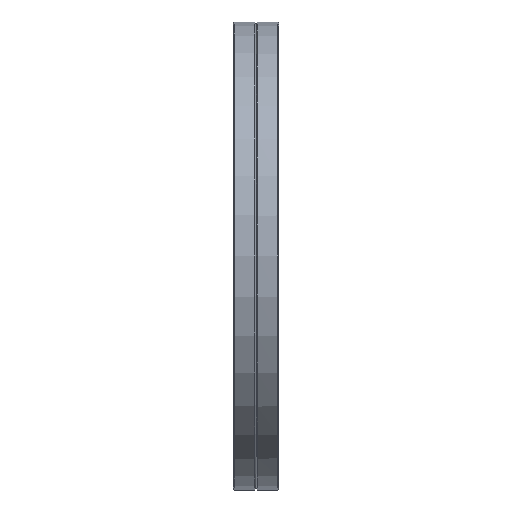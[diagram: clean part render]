
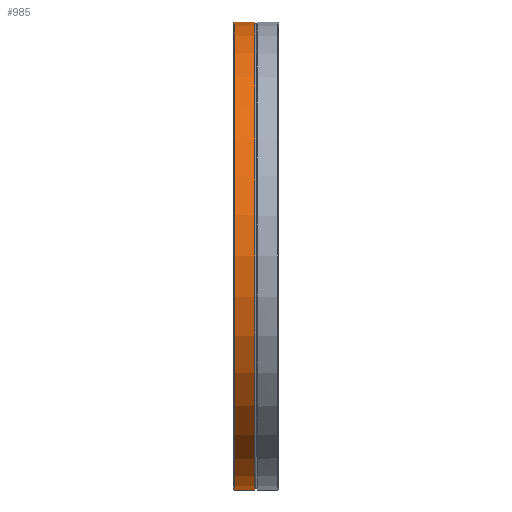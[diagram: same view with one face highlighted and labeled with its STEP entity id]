
A CAD part, front view. The second image highlights one B-rep face of the part: STEP entity #985.
In plain terms, the highlighted cylindrical face has radius 126.6 mm (diameter 253.2 mm), a full revolution.
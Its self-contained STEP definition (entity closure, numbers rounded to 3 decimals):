
#43 = DIRECTION ( 'NONE',  ( 0., 0., 1. ) ) ;
#138 = EDGE_CURVE ( 'NONE', #1101, #1101, #171, .T. ) ;
#171 = CIRCLE ( 'NONE', #532, 126.6 ) ;
#219 = DIRECTION ( 'NONE',  ( -1., 0., 0. ) ) ;
#344 = CYLINDRICAL_SURFACE ( 'NONE', #506, 126.6 ) ;
#420 = DIRECTION ( 'NONE',  ( 0., 0., 1. ) ) ;
#506 = AXIS2_PLACEMENT_3D ( 'NONE', #1333, #664, #673 ) ;
#532 = AXIS2_PLACEMENT_3D ( 'NONE', #2958, #219, #420 ) ;
#664 = DIRECTION ( 'NONE',  ( -1., 0., 0. ) ) ;
#673 = DIRECTION ( 'NONE',  ( 0., 0., 1. ) ) ;
#726 = EDGE_LOOP ( 'NONE', ( #2744 ) ) ;
#938 = CARTESIAN_POINT ( 'NONE',  ( 0.541, 0., 0. ) ) ;
#985 = ADVANCED_FACE ( 'NONE', ( #1516, #1943 ), #344, .T. ) ;
#1101 = VERTEX_POINT ( 'NONE', #1752 ) ;
#1168 = DIRECTION ( 'NONE',  ( -1., 0., 0. ) ) ;
#1249 = VERTEX_POINT ( 'NONE', #1627 ) ;
#1267 = EDGE_LOOP ( 'NONE', ( #1304 ) ) ;
#1304 = ORIENTED_EDGE ( 'NONE', *, *, #2440, .F. ) ;
#1333 = CARTESIAN_POINT ( 'NONE',  ( 0., 0., 0. ) ) ;
#1516 = FACE_OUTER_BOUND ( 'NONE', #726, .T. ) ;
#1627 = CARTESIAN_POINT ( 'NONE',  ( 0.541, 0., 126.6 ) ) ;
#1669 = AXIS2_PLACEMENT_3D ( 'NONE', #938, #1168, #43 ) ;
#1752 = CARTESIAN_POINT ( 'NONE',  ( 11.55, 0., 126.6 ) ) ;
#1864 = CIRCLE ( 'NONE', #1669, 126.6 ) ;
#1943 = FACE_OUTER_BOUND ( 'NONE', #1267, .T. ) ;
#2440 = EDGE_CURVE ( 'NONE', #1249, #1249, #1864, .T. ) ;
#2744 = ORIENTED_EDGE ( 'NONE', *, *, #138, .T. ) ;
#2958 = CARTESIAN_POINT ( 'NONE',  ( 11.55, 0., 0. ) ) ;
